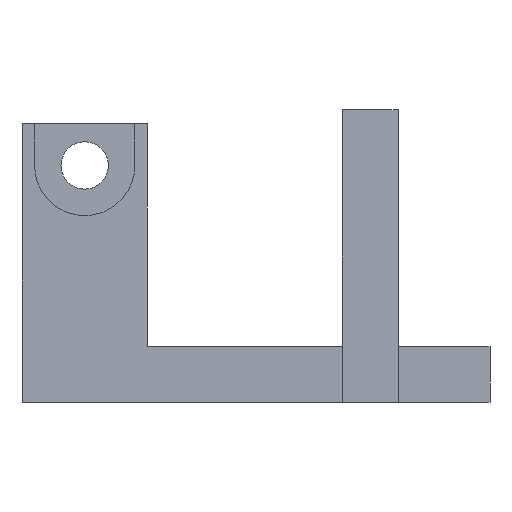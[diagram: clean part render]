
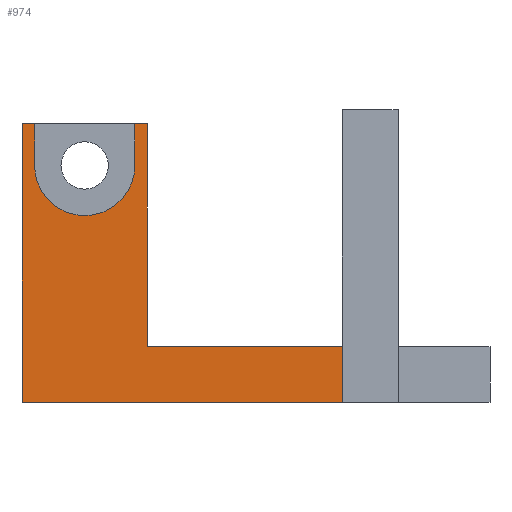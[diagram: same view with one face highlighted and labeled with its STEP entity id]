
A CAD part, front view. The second image highlights one B-rep face of the part: STEP entity #974.
In plain terms, the highlighted planar face has unit normal (0, -1, 0).
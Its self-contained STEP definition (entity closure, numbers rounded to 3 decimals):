
#41=PLANE('',#1048);
#85=FACE_OUTER_BOUND('',#135,.T.);
#135=EDGE_LOOP('',(#713,#714,#715,#716,#717,#718,#719,#720,#721,#722));
#198=LINE('',#1391,#316);
#203=LINE('',#1405,#321);
#207=LINE('',#1413,#325);
#208=LINE('',#1415,#326);
#209=LINE('',#1417,#327);
#210=LINE('',#1419,#328);
#211=LINE('',#1421,#329);
#212=LINE('',#1423,#330);
#213=LINE('',#1424,#331);
#316=VECTOR('',#1134,10.);
#321=VECTOR('',#1147,10.);
#325=VECTOR('',#1155,10.);
#326=VECTOR('',#1156,10.);
#327=VECTOR('',#1157,10.);
#328=VECTOR('',#1158,10.);
#329=VECTOR('',#1159,10.);
#330=VECTOR('',#1160,10.);
#331=VECTOR('',#1161,10.);
#438=CIRCLE('',#1044,3.6);
#458=VERTEX_POINT('',#1389);
#459=VERTEX_POINT('',#1390);
#462=VERTEX_POINT('',#1398);
#464=VERTEX_POINT('',#1404);
#466=VERTEX_POINT('',#1412);
#467=VERTEX_POINT('',#1414);
#468=VERTEX_POINT('',#1416);
#469=VERTEX_POINT('',#1418);
#470=VERTEX_POINT('',#1420);
#471=VERTEX_POINT('',#1422);
#554=EDGE_CURVE('',#458,#459,#198,.T.);
#558=EDGE_CURVE('',#462,#458,#438,.T.);
#561=EDGE_CURVE('',#464,#462,#203,.T.);
#565=EDGE_CURVE('',#466,#459,#207,.T.);
#566=EDGE_CURVE('',#466,#467,#208,.T.);
#567=EDGE_CURVE('',#467,#468,#209,.T.);
#568=EDGE_CURVE('',#468,#469,#210,.T.);
#569=EDGE_CURVE('',#470,#469,#211,.T.);
#570=EDGE_CURVE('',#471,#470,#212,.T.);
#571=EDGE_CURVE('',#464,#471,#213,.T.);
#713=ORIENTED_EDGE('',*,*,#561,.T.);
#714=ORIENTED_EDGE('',*,*,#558,.T.);
#715=ORIENTED_EDGE('',*,*,#554,.T.);
#716=ORIENTED_EDGE('',*,*,#565,.F.);
#717=ORIENTED_EDGE('',*,*,#566,.T.);
#718=ORIENTED_EDGE('',*,*,#567,.T.);
#719=ORIENTED_EDGE('',*,*,#568,.T.);
#720=ORIENTED_EDGE('',*,*,#569,.F.);
#721=ORIENTED_EDGE('',*,*,#570,.F.);
#722=ORIENTED_EDGE('',*,*,#571,.F.);
#974=ADVANCED_FACE('',(#85),#41,.T.);
#1044=AXIS2_PLACEMENT_3D('',#1399,#1140,#1141);
#1048=AXIS2_PLACEMENT_3D('',#1411,#1153,#1154);
#1134=DIRECTION('',(0.,0.,1.));
#1140=DIRECTION('center_axis',(0.,1.,0.));
#1141=DIRECTION('ref_axis',(0.,0.,-1.));
#1147=DIRECTION('',(0.,0.,-1.));
#1153=DIRECTION('center_axis',(0.,-1.,0.));
#1154=DIRECTION('ref_axis',(0.,0.,-1.));
#1155=DIRECTION('',(1.,0.,0.));
#1156=DIRECTION('',(0.,0.,-1.));
#1157=DIRECTION('',(1.,0.,0.));
#1158=DIRECTION('',(0.,0.,1.));
#1159=DIRECTION('',(1.,0.,0.));
#1160=DIRECTION('',(0.,0.,-1.));
#1161=DIRECTION('',(1.,0.,0.));
#1389=CARTESIAN_POINT('',(0.9,0.,17.));
#1390=CARTESIAN_POINT('',(0.9,0.,20.));
#1391=CARTESIAN_POINT('',(0.9,0.,18.5));
#1398=CARTESIAN_POINT('',(8.1,0.,17.));
#1399=CARTESIAN_POINT('Origin',(4.5,0.,17.));
#1404=CARTESIAN_POINT('',(8.1,0.,20.));
#1405=CARTESIAN_POINT('',(8.1,0.,20.));
#1411=CARTESIAN_POINT('Origin',(0.,0.,20.));
#1412=CARTESIAN_POINT('',(0.,0.,20.));
#1413=CARTESIAN_POINT('',(0.,0.,20.));
#1414=CARTESIAN_POINT('',(0.,0.,0.));
#1415=CARTESIAN_POINT('',(0.,0.,20.));
#1416=CARTESIAN_POINT('',(23.,0.,0.));
#1417=CARTESIAN_POINT('',(0.,0.,0.));
#1418=CARTESIAN_POINT('',(23.,0.,4.));
#1419=CARTESIAN_POINT('',(23.,0.,15.25));
#1420=CARTESIAN_POINT('',(9.,0.,4.));
#1421=CARTESIAN_POINT('',(0.,0.,4.));
#1422=CARTESIAN_POINT('',(9.,0.,20.));
#1423=CARTESIAN_POINT('',(9.,0.,20.));
#1424=CARTESIAN_POINT('',(0.,0.,20.));
